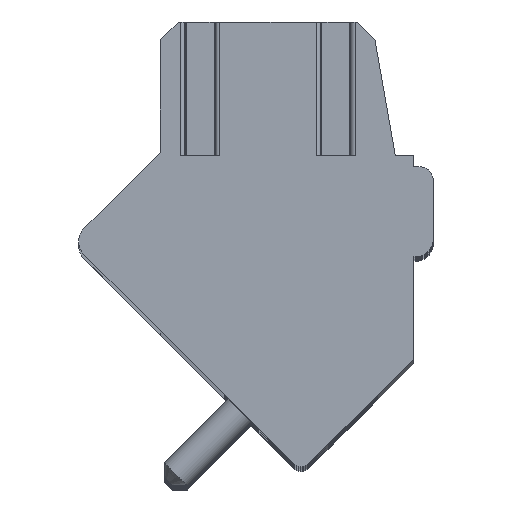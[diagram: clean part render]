
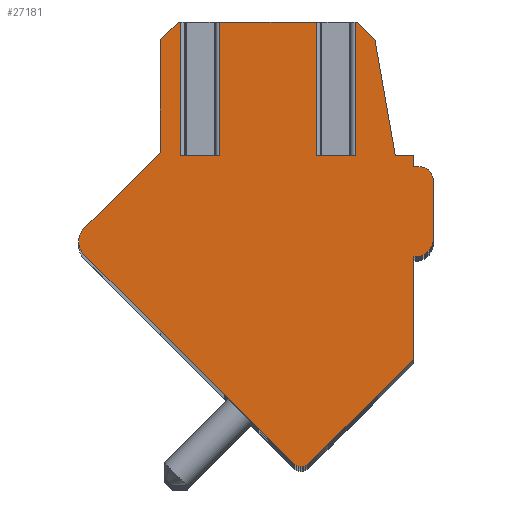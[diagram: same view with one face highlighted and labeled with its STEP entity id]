
A CAD part, top view. The second image highlights one B-rep face of the part: STEP entity #27181.
In plain terms, the highlighted planar face has unit normal (0, 0, 1).
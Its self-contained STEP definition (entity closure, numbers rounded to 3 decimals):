
#3201=DIRECTION('',(0.707,-0.707,0.));
#3202=VECTOR('',#3201,8.2);
#3203=CARTESIAN_POINT('',(-4.761,0.072,1.75));
#3204=LINE('',#3203,#3202);
#3703=DIRECTION('',(1.,0.,0.));
#3704=VECTOR('',#3703,1.07);
#3705=CARTESIAN_POINT('',(1.673,2.8,1.75));
#3706=LINE('',#3705,#3704);
#3707=DIRECTION('',(0.,1.,0.));
#3708=VECTOR('',#3707,3.7);
#3709=CARTESIAN_POINT('',(2.743,2.8,1.75));
#3710=LINE('',#3709,#3708);
#3711=DIRECTION('',(-1.,0.,0.));
#3712=VECTOR('',#3711,0.068);
#3713=CARTESIAN_POINT('',(2.811,6.5,1.75));
#3714=LINE('',#3713,#3712);
#3715=DIRECTION('',(-0.707,0.707,0.));
#3716=VECTOR('',#3715,0.677);
#3717=CARTESIAN_POINT('',(3.29,6.021,1.75));
#3718=LINE('',#3717,#3716);
#3719=DIRECTION('',(-0.174,0.985,0.));
#3720=VECTOR('',#3719,3.271);
#3721=CARTESIAN_POINT('',(3.858,2.8,1.75));
#3722=LINE('',#3721,#3720);
#3723=DIRECTION('',(-1.,0.,0.));
#3724=VECTOR('',#3723,0.5);
#3725=CARTESIAN_POINT('',(4.358,2.8,1.75));
#3726=LINE('',#3725,#3724);
#3727=DIRECTION('',(0.,1.,0.));
#3728=VECTOR('',#3727,0.3);
#3729=CARTESIAN_POINT('',(4.358,2.5,1.75));
#3730=LINE('',#3729,#3728);
#3731=DIRECTION('',(-1.,0.,0.));
#3732=VECTOR('',#3731,0.15);
#3733=CARTESIAN_POINT('',(4.508,2.5,1.75));
#3734=LINE('',#3733,#3732);
#3735=CARTESIAN_POINT('',(4.508,2.1,1.75));
#3736=DIRECTION('',(0.,0.,1.));
#3737=DIRECTION('',(1.,0.,0.));
#3738=AXIS2_PLACEMENT_3D('',#3735,#3736,#3737);
#3740=DIRECTION('',(0.,1.,0.));
#3741=VECTOR('',#3740,1.6);
#3742=CARTESIAN_POINT('',(4.908,0.5,1.75));
#3743=LINE('',#3742,#3741);
#3744=CARTESIAN_POINT('',(4.408,0.5,1.75));
#3745=DIRECTION('',(0.,0.,1.));
#3746=DIRECTION('',(0.,-1.,0.));
#3747=AXIS2_PLACEMENT_3D('',#3744,#3745,#3746);
#3749=DIRECTION('',(1.,0.,0.));
#3750=VECTOR('',#3749,0.05);
#3751=CARTESIAN_POINT('',(4.358,0.,1.75));
#3752=LINE('',#3751,#3750);
#3753=DIRECTION('',(0.,1.,0.));
#3754=VECTOR('',#3753,2.83);
#3755=CARTESIAN_POINT('',(4.358,-2.83,1.75));
#3756=LINE('',#3755,#3754);
#3757=DIRECTION('',(0.707,0.707,0.));
#3758=VECTOR('',#3757,4.096);
#3759=CARTESIAN_POINT('',(1.461,-5.727,1.75));
#3760=LINE('',#3759,#3758);
#3761=CARTESIAN_POINT('',(1.249,-5.515,1.75));
#3762=DIRECTION('',(0.,0.,1.));
#3763=DIRECTION('',(-0.707,-0.707,0.));
#3764=AXIS2_PLACEMENT_3D('',#3761,#3762,#3763);
#3766=CARTESIAN_POINT('',(-4.408,0.425,1.75));
#3767=DIRECTION('',(0.,0.,1.));
#3768=DIRECTION('',(-0.707,0.707,0.));
#3769=AXIS2_PLACEMENT_3D('',#3766,#3767,#3768);
#3771=DIRECTION('',(-0.707,-0.707,0.));
#3772=VECTOR('',#3771,2.997);
#3773=CARTESIAN_POINT('',(-2.642,2.898,1.75));
#3774=LINE('',#3773,#3772);
#3775=DIRECTION('',(0.,-1.,0.));
#3776=VECTOR('',#3775,3.111);
#3777=CARTESIAN_POINT('',(-2.642,6.009,1.75));
#3778=LINE('',#3777,#3776);
#3779=DIRECTION('',(-0.707,-0.707,0.));
#3780=VECTOR('',#3779,0.694);
#3781=CARTESIAN_POINT('',(-2.151,6.5,1.75));
#3782=LINE('',#3781,#3780);
#3783=DIRECTION('',(-1.,0.,0.));
#3784=VECTOR('',#3783,0.074);
#3785=CARTESIAN_POINT('',(-2.077,6.5,1.75));
#3786=LINE('',#3785,#3784);
#3787=DIRECTION('',(0.,1.,0.));
#3788=VECTOR('',#3787,3.7);
#3789=CARTESIAN_POINT('',(-2.077,2.8,1.75));
#3790=LINE('',#3789,#3788);
#3791=DIRECTION('',(1.,0.,0.));
#3792=VECTOR('',#3791,1.07);
#3793=CARTESIAN_POINT('',(-2.077,2.8,1.75));
#3794=LINE('',#3793,#3792);
#3795=DIRECTION('',(0.,1.,0.));
#3796=VECTOR('',#3795,3.7);
#3797=CARTESIAN_POINT('',(-1.007,2.8,1.75));
#3798=LINE('',#3797,#3796);
#3799=DIRECTION('',(-1.,0.,0.));
#3800=VECTOR('',#3799,2.68);
#3801=CARTESIAN_POINT('',(1.673,6.5,1.75));
#3802=LINE('',#3801,#3800);
#3803=DIRECTION('',(0.,1.,0.));
#3804=VECTOR('',#3803,3.7);
#3805=CARTESIAN_POINT('',(1.673,2.8,1.75));
#3806=LINE('',#3805,#3804);
#17755=CARTESIAN_POINT('',(1.673,2.8,1.75));
#17756=CARTESIAN_POINT('',(2.743,2.8,1.75));
#17757=VERTEX_POINT('',#17755);
#17758=VERTEX_POINT('',#17756);
#17759=CARTESIAN_POINT('',(2.743,6.5,1.75));
#17760=VERTEX_POINT('',#17759);
#17761=CARTESIAN_POINT('',(1.673,6.5,1.75));
#17762=VERTEX_POINT('',#17761);
#17775=CARTESIAN_POINT('',(-2.077,2.8,1.75));
#17776=CARTESIAN_POINT('',(-1.007,2.8,1.75));
#17777=VERTEX_POINT('',#17775);
#17778=VERTEX_POINT('',#17776);
#17779=CARTESIAN_POINT('',(-1.007,6.5,1.75));
#17780=VERTEX_POINT('',#17779);
#17781=CARTESIAN_POINT('',(-2.077,6.5,1.75));
#17782=VERTEX_POINT('',#17781);
#17873=CARTESIAN_POINT('',(1.037,-5.727,1.75));
#17874=CARTESIAN_POINT('',(1.461,-5.727,1.75));
#17875=VERTEX_POINT('',#17873);
#17876=VERTEX_POINT('',#17874);
#17877=CARTESIAN_POINT('',(4.358,-2.83,1.75));
#17878=VERTEX_POINT('',#17877);
#17879=CARTESIAN_POINT('',(4.358,0.,1.75));
#17880=VERTEX_POINT('',#17879);
#17881=CARTESIAN_POINT('',(4.408,0.,1.75));
#17882=VERTEX_POINT('',#17881);
#17883=CARTESIAN_POINT('',(4.908,0.5,1.75));
#17884=VERTEX_POINT('',#17883);
#17885=CARTESIAN_POINT('',(4.908,2.1,1.75));
#17886=VERTEX_POINT('',#17885);
#17887=CARTESIAN_POINT('',(4.508,2.5,1.75));
#17888=VERTEX_POINT('',#17887);
#17889=CARTESIAN_POINT('',(4.358,2.5,1.75));
#17890=VERTEX_POINT('',#17889);
#17891=CARTESIAN_POINT('',(4.358,2.8,1.75));
#17892=VERTEX_POINT('',#17891);
#17893=CARTESIAN_POINT('',(3.858,2.8,1.75));
#17894=VERTEX_POINT('',#17893);
#17895=CARTESIAN_POINT('',(3.29,6.021,1.75));
#17896=VERTEX_POINT('',#17895);
#17897=CARTESIAN_POINT('',(2.811,6.5,1.75));
#17898=VERTEX_POINT('',#17897);
#17899=CARTESIAN_POINT('',(-2.151,6.5,1.75));
#17900=CARTESIAN_POINT('',(-2.642,6.009,1.75));
#17901=VERTEX_POINT('',#17899);
#17902=VERTEX_POINT('',#17900);
#17903=CARTESIAN_POINT('',(-4.761,0.779,1.75));
#17904=CARTESIAN_POINT('',(-4.761,0.072,1.75));
#17905=VERTEX_POINT('',#17903);
#17906=VERTEX_POINT('',#17904);
#17911=CARTESIAN_POINT('',(-2.642,2.898,1.75));
#17913=VERTEX_POINT('',#17911);
#27138=CARTESIAN_POINT('',(0.,0.,1.75));
#27139=DIRECTION('',(0.,0.,1.));
#27140=DIRECTION('',(1.,0.,0.));
#27141=AXIS2_PLACEMENT_3D('',#27138,#27139,#27140);
#27142=PLANE('',#27141);
#27144=ORIENTED_EDGE('',*,*,#27143,.T.);
#27146=ORIENTED_EDGE('',*,*,#27145,.T.);
#27147=ORIENTED_EDGE('',*,*,#23003,.F.);
#27148=ORIENTED_EDGE('',*,*,#23291,.F.);
#27149=ORIENTED_EDGE('',*,*,#23305,.F.);
#27150=ORIENTED_EDGE('',*,*,#23319,.F.);
#27151=ORIENTED_EDGE('',*,*,#23500,.F.);
#27152=ORIENTED_EDGE('',*,*,#23516,.F.);
#27153=ORIENTED_EDGE('',*,*,#24312,.F.);
#27154=ORIENTED_EDGE('',*,*,#24639,.F.);
#27155=ORIENTED_EDGE('',*,*,#24966,.F.);
#27156=ORIENTED_EDGE('',*,*,#25293,.F.);
#27157=ORIENTED_EDGE('',*,*,#25627,.F.);
#27158=ORIENTED_EDGE('',*,*,#26473,.F.);
#27159=ORIENTED_EDGE('',*,*,#26731,.F.);
#27160=ORIENTED_EDGE('',*,*,#26524,.F.);
#27162=ORIENTED_EDGE('',*,*,#27161,.F.);
#27164=ORIENTED_EDGE('',*,*,#27163,.F.);
#27166=ORIENTED_EDGE('',*,*,#27165,.F.);
#27168=ORIENTED_EDGE('',*,*,#27167,.F.);
#27169=ORIENTED_EDGE('',*,*,#23035,.F.);
#27171=ORIENTED_EDGE('',*,*,#27170,.F.);
#27173=ORIENTED_EDGE('',*,*,#27172,.T.);
#27175=ORIENTED_EDGE('',*,*,#27174,.T.);
#27176=ORIENTED_EDGE('',*,*,#23019,.F.);
#27178=ORIENTED_EDGE('',*,*,#27177,.F.);
#27179=EDGE_LOOP('',(#27144,#27146,#27147,#27148,#27149,#27150,#27151,#27152,
#27153,#27154,#27155,#27156,#27157,#27158,#27159,#27160,#27162,#27164,#27166,
#27168,#27169,#27171,#27173,#27175,#27176,#27178));
#27180=FACE_OUTER_BOUND('',#27179,.F.);
#3739=CIRCLE('',#3738,0.4);
#3748=CIRCLE('',#3747,0.5);
#3765=CIRCLE('',#3764,0.3);
#3770=CIRCLE('',#3769,0.5);
#23003=EDGE_CURVE('',#17898,#17760,#3714,.T.);
#23019=EDGE_CURVE('',#17762,#17780,#3802,.T.);
#23035=EDGE_CURVE('',#17782,#17901,#3786,.T.);
#23291=EDGE_CURVE('',#17896,#17898,#3718,.T.);
#23305=EDGE_CURVE('',#17894,#17896,#3722,.T.);
#23319=EDGE_CURVE('',#17892,#17894,#3726,.T.);
#23500=EDGE_CURVE('',#17890,#17892,#3730,.T.);
#23516=EDGE_CURVE('',#17888,#17890,#3734,.T.);
#24312=EDGE_CURVE('',#17886,#17888,#3739,.T.);
#24639=EDGE_CURVE('',#17884,#17886,#3743,.T.);
#24966=EDGE_CURVE('',#17882,#17884,#3748,.T.);
#25293=EDGE_CURVE('',#17880,#17882,#3752,.T.);
#25627=EDGE_CURVE('',#17878,#17880,#3756,.T.);
#26473=EDGE_CURVE('',#17876,#17878,#3760,.T.);
#26524=EDGE_CURVE('',#17906,#17875,#3204,.T.);
#26731=EDGE_CURVE('',#17875,#17876,#3765,.T.);
#27143=EDGE_CURVE('',#17757,#17758,#3706,.T.);
#27145=EDGE_CURVE('',#17758,#17760,#3710,.T.);
#27161=EDGE_CURVE('',#17905,#17906,#3770,.T.);
#27163=EDGE_CURVE('',#17913,#17905,#3774,.T.);
#27165=EDGE_CURVE('',#17902,#17913,#3778,.T.);
#27167=EDGE_CURVE('',#17901,#17902,#3782,.T.);
#27170=EDGE_CURVE('',#17777,#17782,#3790,.T.);
#27172=EDGE_CURVE('',#17777,#17778,#3794,.T.);
#27174=EDGE_CURVE('',#17778,#17780,#3798,.T.);
#27177=EDGE_CURVE('',#17757,#17762,#3806,.T.);
#27181=ADVANCED_FACE('',(#27180),#27142,.T.);
